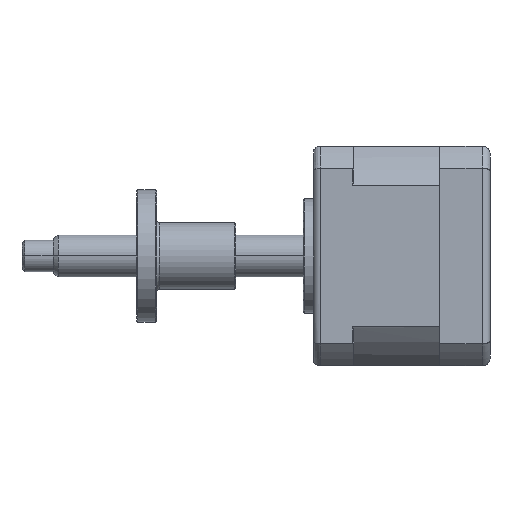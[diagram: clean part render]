
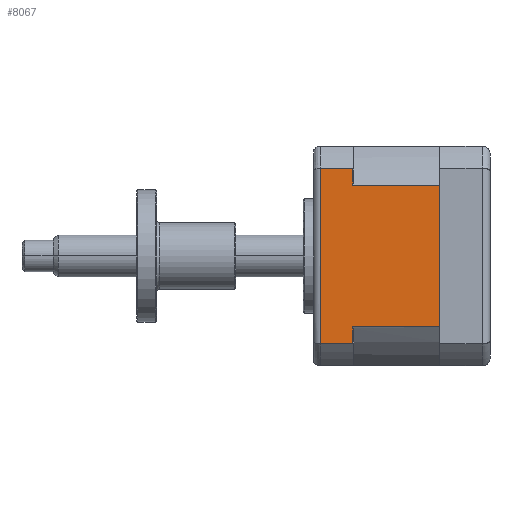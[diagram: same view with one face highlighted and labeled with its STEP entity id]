
A CAD part, left-side view. The second image highlights one B-rep face of the part: STEP entity #8067.
In plain terms, the highlighted planar face has unit normal (-1, 0, 0).
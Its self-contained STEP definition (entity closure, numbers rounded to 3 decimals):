
#3 = LINE ( 'NONE', #9284, #4791 ) ;
#58 = CARTESIAN_POINT ( 'NONE',  ( -38.681, -11.958, 16.504 ) ) ;
#68 = CARTESIAN_POINT ( 'NONE',  ( -38.681, -11.958, 50.196 ) ) ;
#134 = CARTESIAN_POINT ( 'NONE',  ( -38.681, -10.358, 50.196 ) ) ;
#140 = VERTEX_POINT ( 'NONE', #10261 ) ;
#585 = LINE ( 'NONE', #9769, #2726 ) ;
#591 = EDGE_LOOP ( 'NONE', ( #2019, #3881, #4371, #8519, #11201, #1256, #9583, #5695 ) ) ;
#601 = LINE ( 'NONE', #3138, #9718 ) ;
#611 = DIRECTION ( 'NONE',  ( 1., 0., 0. ) ) ;
#684 = CARTESIAN_POINT ( 'NONE',  ( -38.681, -10.358, 16.504 ) ) ;
#760 = CARTESIAN_POINT ( 'NONE',  ( -38.681, -4.208, 50.196 ) ) ;
#795 = DIRECTION ( 'NONE',  ( 0., 0., 1. ) ) ;
#924 = EDGE_CURVE ( 'NONE', #3527, #2710, #6480, .T. ) ;
#1256 = ORIENTED_EDGE ( 'NONE', *, *, #11641, .T. ) ;
#1754 = EDGE_CURVE ( 'NONE', #8875, #140, #601, .T. ) ;
#2019 = ORIENTED_EDGE ( 'NONE', *, *, #924, .T. ) ;
#2332 = EDGE_CURVE ( 'NONE', #9929, #2700, #585, .T. ) ;
#2439 = CARTESIAN_POINT ( 'NONE',  ( -38.681, -10.358, 19.756 ) ) ;
#2454 = DIRECTION ( 'NONE',  ( 0., 0., -1. ) ) ;
#2516 = DIRECTION ( 'NONE',  ( 0., 1., 0. ) ) ;
#2700 = VERTEX_POINT ( 'NONE', #2439 ) ;
#2710 = VERTEX_POINT ( 'NONE', #10634 ) ;
#2726 = VECTOR ( 'NONE', #2516, 1000. ) ;
#3137 = AXIS2_PLACEMENT_3D ( 'NONE', #6017, #611, #6972 ) ;
#3138 = CARTESIAN_POINT ( 'NONE',  ( -38.681, -4.208, 16.504 ) ) ;
#3247 = EDGE_CURVE ( 'NONE', #6435, #8875, #9560, .T. ) ;
#3527 = VERTEX_POINT ( 'NONE', #5459 ) ;
#3696 = DIRECTION ( 'NONE',  ( 0., 1., 0. ) ) ;
#3804 = DIRECTION ( 'NONE',  ( 0., 0., 1. ) ) ;
#3881 = ORIENTED_EDGE ( 'NONE', *, *, #5000, .T. ) ;
#3961 = VECTOR ( 'NONE', #3696, 1000. ) ;
#4011 = EDGE_CURVE ( 'NONE', #4284, #140, #6385, .T. ) ;
#4284 = VERTEX_POINT ( 'NONE', #684 ) ;
#4371 = ORIENTED_EDGE ( 'NONE', *, *, #3247, .T. ) ;
#4632 = VECTOR ( 'NONE', #2454, 1000. ) ;
#4791 = VECTOR ( 'NONE', #3804, 1000. ) ;
#4825 = CARTESIAN_POINT ( 'NONE',  ( -38.681, -27.058, 19.756 ) ) ;
#4880 = EDGE_CURVE ( 'NONE', #3527, #9929, #4910, .T. ) ;
#4910 = LINE ( 'NONE', #5086, #4632 ) ;
#5000 = EDGE_CURVE ( 'NONE', #2710, #6435, #3, .T. ) ;
#5016 = VECTOR ( 'NONE', #795, 1000. ) ;
#5086 = CARTESIAN_POINT ( 'NONE',  ( -38.681, -27.058, 19.756 ) ) ;
#5459 = CARTESIAN_POINT ( 'NONE',  ( -38.681, -27.058, 46.944 ) ) ;
#5695 = ORIENTED_EDGE ( 'NONE', *, *, #4880, .F. ) ;
#6017 = CARTESIAN_POINT ( 'NONE',  ( -38.681, -27.058, 19.756 ) ) ;
#6385 = LINE ( 'NONE', #58, #3961 ) ;
#6435 = VERTEX_POINT ( 'NONE', #134 ) ;
#6480 = LINE ( 'NONE', #6582, #11679 ) ;
#6549 = VECTOR ( 'NONE', #7334, 1000. ) ;
#6582 = CARTESIAN_POINT ( 'NONE',  ( -38.681, -27.058, 46.944 ) ) ;
#6972 = DIRECTION ( 'NONE',  ( 0., 0., 1. ) ) ;
#7334 = DIRECTION ( 'NONE',  ( 0., 1., 0. ) ) ;
#8067 = ADVANCED_FACE ( 'NONE', ( #9514 ), #11588, .F. ) ;
#8431 = DIRECTION ( 'NONE',  ( 0., 1., 0. ) ) ;
#8519 = ORIENTED_EDGE ( 'NONE', *, *, #1754, .T. ) ;
#8875 = VERTEX_POINT ( 'NONE', #760 ) ;
#8964 = CARTESIAN_POINT ( 'NONE',  ( -38.681, -10.358, 50.196 ) ) ;
#9284 = CARTESIAN_POINT ( 'NONE',  ( -38.681, -10.358, 50.196 ) ) ;
#9466 = DIRECTION ( 'NONE',  ( 0., 0., -1. ) ) ;
#9514 = FACE_OUTER_BOUND ( 'NONE', #591, .T. ) ;
#9560 = LINE ( 'NONE', #68, #6549 ) ;
#9583 = ORIENTED_EDGE ( 'NONE', *, *, #2332, .F. ) ;
#9718 = VECTOR ( 'NONE', #9466, 1000. ) ;
#9769 = CARTESIAN_POINT ( 'NONE',  ( -38.681, -27.058, 19.756 ) ) ;
#9929 = VERTEX_POINT ( 'NONE', #4825 ) ;
#10222 = LINE ( 'NONE', #8964, #5016 ) ;
#10261 = CARTESIAN_POINT ( 'NONE',  ( -38.681, -4.208, 16.504 ) ) ;
#10634 = CARTESIAN_POINT ( 'NONE',  ( -38.681, -10.358, 46.944 ) ) ;
#11201 = ORIENTED_EDGE ( 'NONE', *, *, #4011, .F. ) ;
#11588 = PLANE ( 'NONE',  #3137 ) ;
#11641 = EDGE_CURVE ( 'NONE', #4284, #2700, #10222, .T. ) ;
#11679 = VECTOR ( 'NONE', #8431, 1000. ) ;
